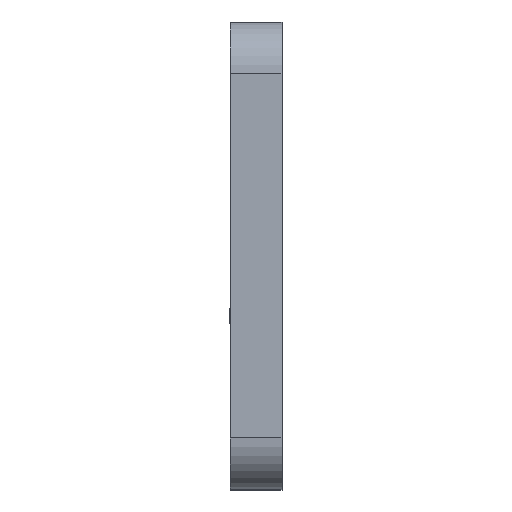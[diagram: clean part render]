
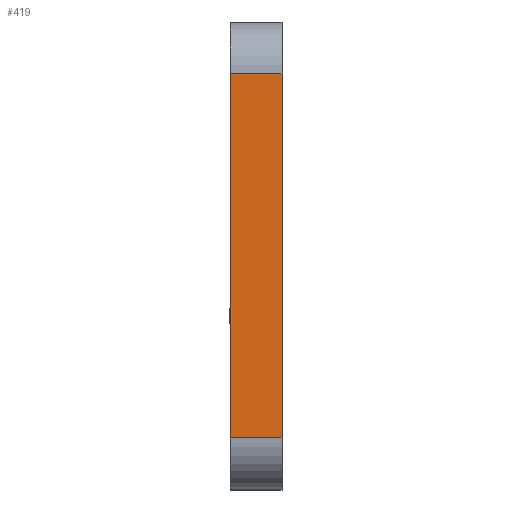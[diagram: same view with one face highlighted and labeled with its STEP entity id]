
A CAD part, left-side view. The second image highlights one B-rep face of the part: STEP entity #419.
In plain terms, the highlighted planar face has unit normal (-1, 0, 0).
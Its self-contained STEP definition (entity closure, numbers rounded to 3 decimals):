
#90 = LINE ( 'NONE', #795, #2498 ) ;
#242 = CARTESIAN_POINT ( 'NONE',  ( -72.5, 0., 17.5 ) ) ;
#331 = ORIENTED_EDGE ( 'NONE', *, *, #1939, .T. ) ;
#419 = ADVANCED_FACE ( 'NONE', ( #2413 ), #1900, .F. ) ;
#468 = EDGE_CURVE ( 'NONE', #2336, #486, #2673, .T. ) ;
#486 = VERTEX_POINT ( 'NONE', #979 ) ;
#611 = ORIENTED_EDGE ( 'NONE', *, *, #468, .T. ) ;
#795 = CARTESIAN_POINT ( 'NONE',  ( -72.5, 5., 22.5 ) ) ;
#816 = LINE ( 'NONE', #1730, #2658 ) ;
#967 = CARTESIAN_POINT ( 'NONE',  ( -72.5, 5., -17.5 ) ) ;
#979 = CARTESIAN_POINT ( 'NONE',  ( -72.5, 0., -17.5 ) ) ;
#1025 = DIRECTION ( 'NONE',  ( 0., 0., 1. ) ) ;
#1031 = VERTEX_POINT ( 'NONE', #1545 ) ;
#1040 = DIRECTION ( 'NONE',  ( 0., 0., 1. ) ) ;
#1410 = VECTOR ( 'NONE', #2393, 1000. ) ;
#1434 = CARTESIAN_POINT ( 'NONE',  ( -72.5, 5., 22.5 ) ) ;
#1534 = EDGE_LOOP ( 'NONE', ( #331, #1642, #1856, #611 ) ) ;
#1545 = CARTESIAN_POINT ( 'NONE',  ( -72.5, 5., 17.5 ) ) ;
#1642 = ORIENTED_EDGE ( 'NONE', *, *, #1899, .T. ) ;
#1683 = DIRECTION ( 'NONE',  ( 0., 0., -1. ) ) ;
#1730 = CARTESIAN_POINT ( 'NONE',  ( -72.5, 5., 17.5 ) ) ;
#1856 = ORIENTED_EDGE ( 'NONE', *, *, #2540, .F. ) ;
#1899 = EDGE_CURVE ( 'NONE', #2888, #1031, #816, .T. ) ;
#1900 = PLANE ( 'NONE',  #2134 ) ;
#1939 = EDGE_CURVE ( 'NONE', #486, #2888, #2166, .T. ) ;
#1945 = CARTESIAN_POINT ( 'NONE',  ( -72.5, 5., -17.5 ) ) ;
#1957 = DIRECTION ( 'NONE',  ( 0., 1., 0. ) ) ;
#2134 = AXIS2_PLACEMENT_3D ( 'NONE', #1434, #3105, #1683 ) ;
#2166 = LINE ( 'NONE', #2446, #2585 ) ;
#2336 = VERTEX_POINT ( 'NONE', #1945 ) ;
#2393 = DIRECTION ( 'NONE',  ( 0., -1., 0. ) ) ;
#2413 = FACE_OUTER_BOUND ( 'NONE', #1534, .T. ) ;
#2446 = CARTESIAN_POINT ( 'NONE',  ( -72.5, 0., 22.5 ) ) ;
#2498 = VECTOR ( 'NONE', #1040, 1000. ) ;
#2540 = EDGE_CURVE ( 'NONE', #2336, #1031, #90, .T. ) ;
#2585 = VECTOR ( 'NONE', #1025, 1000. ) ;
#2658 = VECTOR ( 'NONE', #1957, 1000. ) ;
#2673 = LINE ( 'NONE', #967, #1410 ) ;
#2888 = VERTEX_POINT ( 'NONE', #242 ) ;
#3105 = DIRECTION ( 'NONE',  ( 1., 0., 0. ) ) ;
